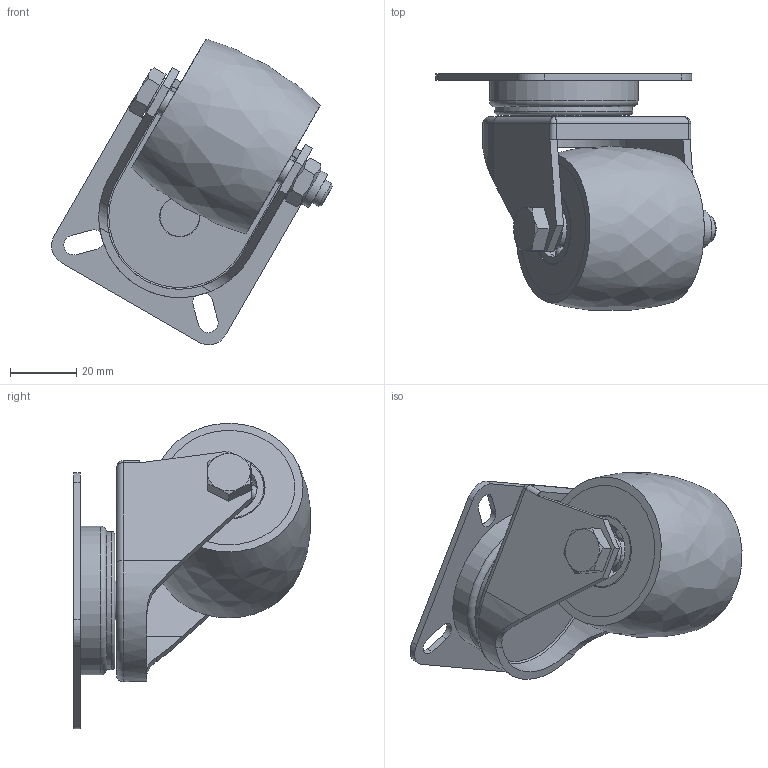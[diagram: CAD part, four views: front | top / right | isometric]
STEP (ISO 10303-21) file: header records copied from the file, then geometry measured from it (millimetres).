
FILE_DESCRIPTION(/* description */ (''),/* implementation_level */ '2;1');
FILE_NAME(/* name */ 'LMPUSS050KUPL.stp',/* time_stamp */ '2016-11-22T16:59:13+01:00',/* author */ ('raede'),/* organization */ (''),/* preprocessor_version */ 'ST-DEVELOPER v15.6',/* originating_system */ 'Autodesk Inventor 2015',/* authorisation */ '');
FILE_SCHEMA (('AUTOMOTIVE_DESIGN { 1 0 10303 214 3 1 1 }'));
Length unit declared in the file: millimetre
Products named in the file (9): Gehaeuse_LMPUS050KUO; Rad_50x40; DIN 625 SKF - SKF 627-2RS1; DIN 931-1 - M8 x 60; DIN 985 - M8; PUS050_40_08; LMPUSS050KUPL; Platte_60x60_Langloch_38x47; LMPUSS050KUPL_ZSB
Bounding box: 85 x 71.72 x 92.52 mm (x, y, z)
Volume: 104008.6 mm3; surface area: 53751.8 mm2
Topology: 12 solids, 12 shells, 195 faces, 511 edges, 329 vertices
Faces by surface type: plane 75, cylinder 55, torus 38, cone 14, sphere 10, bspline 3
Full cylindrical faces by diameter (mm): 6.25 x1, 6.647 x1, 7 x2, 7.928 x1, 8 x2, 8.2 x3, 11.6 x2, 11.8 x4, 12 x1, 12.2 x1, 17.2 x4, 18 x1, 22 x4, 25 x1, 40 x2, 42 x1, 45 x1
Entity records: 5291 total; most frequent: CARTESIAN_POINT 1462, DIRECTION 779, ORIENTED_EDGE 676, EDGE_CURVE 338, AXIS2_PLACEMENT_3D 329, EDGE_LOOP 256, VERTEX_POINT 244, ADVANCED_FACE 166
